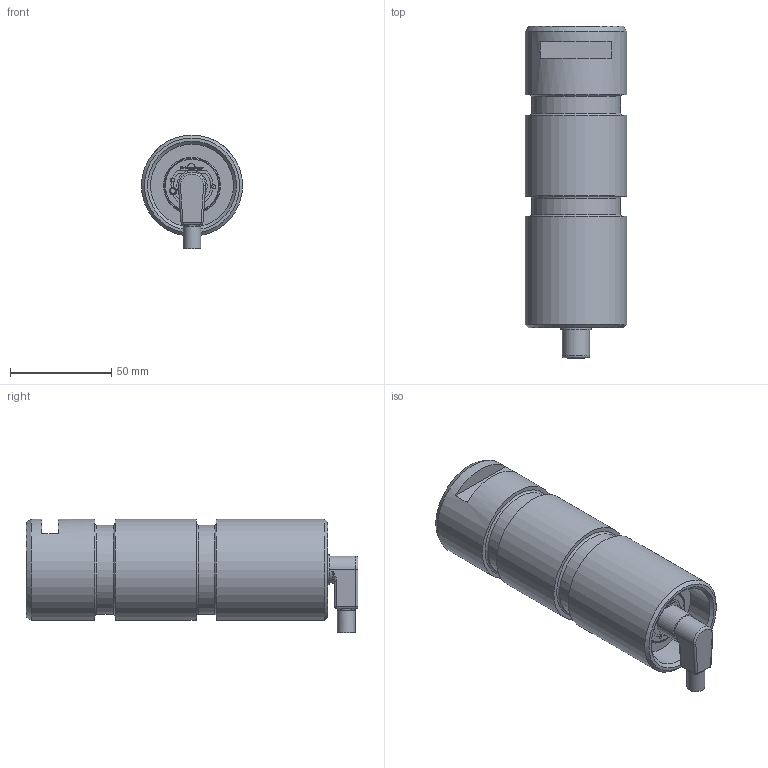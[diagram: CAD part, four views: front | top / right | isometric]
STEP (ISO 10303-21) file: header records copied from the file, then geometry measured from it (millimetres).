
FILE_DESCRIPTION(/* description */ ('Unknown'),/* implementation_level */ '2;1');
FILE_NAME(/* name */ 'Messachse MA100kNV102_105 - HD-20.05258',/* time_stamp */ '2025-12-19T16:26:19+01:00',/* author */ ('Unknown'),/* organization */ ('Unknown'),/* preprocessor_version */ 'ST-DEVELOPER v18.102',/* originating_system */ 'Solid Edge',/* authorisation */ 'Unknown');
FILE_SCHEMA (('AUTOMOTIVE_DESIGN {1 0 10303 214 3 1 1}'));
Length unit declared in the file: millimetre
Products named in the file (10): 20.05258; 20.01891; 50.02426_oa_0; 20.3.0454; 20.01884; 10.02077; 10.02093; 10.02095; 20.06690; 10.02171
Assembly tree (16 placements, depth 4):
  20.05258
    20.01891
    50.02426_oa_0
      20.3.0454
      20.01884
      10.02077
        10.02093
        10.02095  x5
    20.06690  x4
    10.02171
Bounding box: 50 x 164 x 56.25 mm (x, y, z)
Volume: 257632.9 mm3; surface area: 44647.7 mm2
Topology: 14 solids, 18 shells, 365 faces, 805 edges, 528 vertices
Faces by surface type: plane 184, cylinder 99, bspline 38, torus 22, cone 17, sphere 5
Full cylindrical faces by diameter (mm): 0.6 x5, 1.4 x10, 2 x6, 2.7 x1, 3 x1, 3.5 x1, 3.8 x1, 8 x1, 8.4 x1, 8.46 x1, 8.8 x1, 9.4 x3, 9.5 x1, 9.6 x2, 10 x1, 10.5 x1, 10.8 x1, 10.917 x1, 11.7 x1, 12 x2, 14 x4, 15 x1, 15.4 x4, 25.5 x1, 26.3 x1, 26.6 x1, 27 x2, 27.1 x1, 28.1 x1, 41 x1
Entity records: 11303 total; most frequent: CARTESIAN_POINT 2763, DIRECTION 1378, ORIENTED_EDGE 1264, EDGE_CURVE 632, AXIS2_PLACEMENT_3D 520, FACE_BOUND 490, EDGE_LOOP 487, VERTEX_POINT 460
